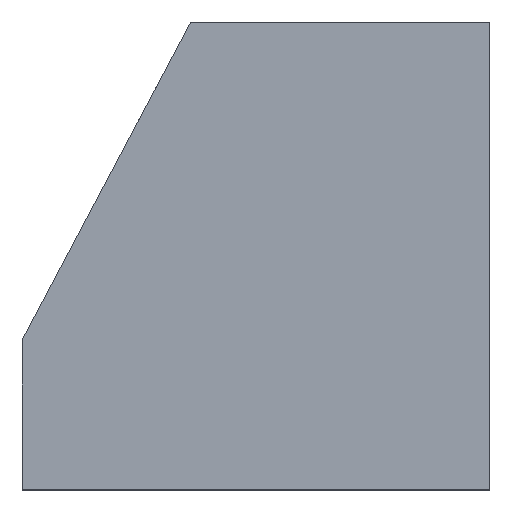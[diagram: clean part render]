
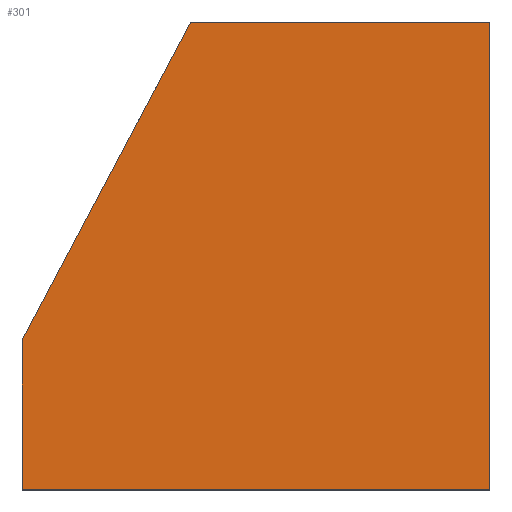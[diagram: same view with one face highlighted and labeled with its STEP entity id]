
A CAD part, top view. The second image highlights one B-rep face of the part: STEP entity #301.
In plain terms, the highlighted planar face has unit normal (0, 0, 1).
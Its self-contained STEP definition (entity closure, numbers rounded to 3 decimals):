
#3 = LINE ( 'NONE', #183, #180 ) ;
#16 = VERTEX_POINT ( 'NONE', #314 ) ;
#18 = CARTESIAN_POINT ( 'NONE',  ( 25., 0., 9.25 ) ) ;
#22 = VECTOR ( 'NONE', #28, 1000. ) ;
#28 = DIRECTION ( 'NONE',  ( -1., 0., 0. ) ) ;
#40 = ORIENTED_EDGE ( 'NONE', *, *, #249, .T. ) ;
#47 = VERTEX_POINT ( 'NONE', #18 ) ;
#52 = VECTOR ( 'NONE', #281, 1000. ) ;
#61 = CARTESIAN_POINT ( 'NONE',  ( 25., 25., 9.25 ) ) ;
#64 = ORIENTED_EDGE ( 'NONE', *, *, #236, .T. ) ;
#67 = CARTESIAN_POINT ( 'NONE',  ( 0., 8., 9.25 ) ) ;
#81 = DIRECTION ( 'NONE',  ( -0.468, -0.884, 0. ) ) ;
#90 = PLANE ( 'NONE',  #323 ) ;
#93 = EDGE_CURVE ( 'NONE', #377, #365, #258, .T. ) ;
#104 = CARTESIAN_POINT ( 'NONE',  ( 0., 0., 9.25 ) ) ;
#121 = VECTOR ( 'NONE', #363, 1000. ) ;
#124 = EDGE_CURVE ( 'NONE', #16, #377, #327, .T. ) ;
#128 = ORIENTED_EDGE ( 'NONE', *, *, #373, .T. ) ;
#147 = CARTESIAN_POINT ( 'NONE',  ( 0., 8., 9.25 ) ) ;
#154 = DIRECTION ( 'NONE',  ( 1., 0., 0. ) ) ;
#163 = CARTESIAN_POINT ( 'NONE',  ( 9., 25., 9.25 ) ) ;
#168 = CARTESIAN_POINT ( 'NONE',  ( 0., 0., 9.25 ) ) ;
#177 = CARTESIAN_POINT ( 'NONE',  ( 9., 25., 9.25 ) ) ;
#180 = VECTOR ( 'NONE', #154, 1000. ) ;
#183 = CARTESIAN_POINT ( 'NONE',  ( 25., 0., 9.25 ) ) ;
#185 = DIRECTION ( 'NONE',  ( 0., 0., -1. ) ) ;
#215 = CARTESIAN_POINT ( 'NONE',  ( 0., 0., 9.25 ) ) ;
#228 = LINE ( 'NONE', #168, #52 ) ;
#236 = EDGE_CURVE ( 'NONE', #304, #47, #3, .T. ) ;
#249 = EDGE_CURVE ( 'NONE', #47, #16, #270, .T. ) ;
#258 = LINE ( 'NONE', #147, #360 ) ;
#270 = LINE ( 'NONE', #61, #121 ) ;
#281 = DIRECTION ( 'NONE',  ( 0., -1., 0. ) ) ;
#299 = DIRECTION ( 'NONE',  ( -1., 0., 0. ) ) ;
#301 = ADVANCED_FACE ( 'NONE', ( #361 ), #90, .F. ) ;
#304 = VERTEX_POINT ( 'NONE', #104 ) ;
#314 = CARTESIAN_POINT ( 'NONE',  ( 25., 25., 9.25 ) ) ;
#323 = AXIS2_PLACEMENT_3D ( 'NONE', #215, #185, #299 ) ;
#327 = LINE ( 'NONE', #177, #22 ) ;
#331 = EDGE_LOOP ( 'NONE', ( #64, #40, #374, #341, #128 ) ) ;
#341 = ORIENTED_EDGE ( 'NONE', *, *, #93, .T. ) ;
#360 = VECTOR ( 'NONE', #81, 1000. ) ;
#361 = FACE_OUTER_BOUND ( 'NONE', #331, .T. ) ;
#363 = DIRECTION ( 'NONE',  ( 0., 1., 0. ) ) ;
#365 = VERTEX_POINT ( 'NONE', #67 ) ;
#373 = EDGE_CURVE ( 'NONE', #365, #304, #228, .T. ) ;
#374 = ORIENTED_EDGE ( 'NONE', *, *, #124, .T. ) ;
#377 = VERTEX_POINT ( 'NONE', #163 ) ;
